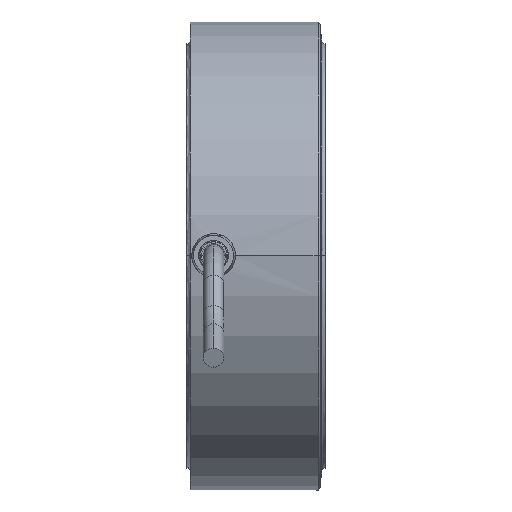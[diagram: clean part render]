
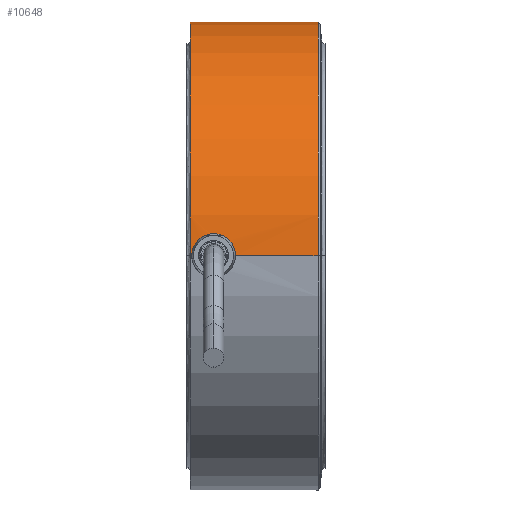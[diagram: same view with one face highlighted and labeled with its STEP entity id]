
A CAD part, top view. The second image highlights one B-rep face of the part: STEP entity #10648.
In plain terms, the highlighted cylindrical face has radius 37.846 mm (diameter 75.692 mm), a partial arc.
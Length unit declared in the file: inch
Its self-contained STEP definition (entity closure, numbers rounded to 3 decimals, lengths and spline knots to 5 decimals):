
#8517=CARTESIAN_POINT('',(-95.94653,-77.24225,-50.45088));
#8518=VERTEX_POINT('',#8517);
#8561=CARTESIAN_POINT('',(-96.22286,-77.24395,-50.4812));
#8562=VERTEX_POINT('',#8561);
#9346=CARTESIAN_POINT('',(-95.09859,-77.57039,-53.33712));
#9347=VERTEX_POINT('',#9346);
#9348=CARTESIAN_POINT('',(-95.90871,-77.57537,-53.42603));
#9349=VERTEX_POINT('',#9348);
#9350=CARTESIAN_POINT('',(-95.09859,-77.57039,-53.33712));
#9351=DIRECTION('',(-0.994,-0.006,-0.109));
#9352=VECTOR('',#9351,0.815);
#9353=LINE('',#9350,#9352);
#9354=EDGE_CURVE('',#9347,#9349,#9353,.T.);
#9356=CARTESIAN_POINT('',(-95.42368,-77.23904,-50.3935));
#9357=VERTEX_POINT('',#9356);
#9365=CARTESIAN_POINT('',(-95.42368,-77.23904,-50.3935));
#9366=DIRECTION('',(-0.994,-0.006,-0.109));
#9367=VECTOR('',#9366,0.526);
#9368=LINE('',#9365,#9367);
#9369=EDGE_CURVE('',#9357,#8518,#9368,.T.);
#9371=CARTESIAN_POINT('',(-95.98977,-77.24252,-50.45562));
#9372=VERTEX_POINT('',#9371);
#9373=CARTESIAN_POINT('',(-95.98977,-77.24252,-50.45562));
#9374=DIRECTION('',(0.994,0.006,0.109));
#9375=VECTOR('',#9374,0.0435);
#9376=LINE('',#9373,#9375);
#9377=EDGE_CURVE('',#9372,#8518,#9376,.T.);
#9388=CARTESIAN_POINT('',(-95.99021,-77.24252,-50.45567));
#9389=VERTEX_POINT('',#9388);
#9399=CARTESIAN_POINT('',(-96.17918,-77.24368,-50.47641));
#9400=VERTEX_POINT('',#9399);
#9437=CARTESIAN_POINT('',(-96.17962,-77.24368,-50.47646));
#9438=VERTEX_POINT('',#9437);
#9452=CARTESIAN_POINT('',(-96.2338,-77.24401,-50.4824));
#9453=VERTEX_POINT('',#9452);
#9454=CARTESIAN_POINT('',(-96.22286,-77.24395,-50.4812));
#9455=DIRECTION('',(-0.994,-0.006,-0.109));
#9456=VECTOR('',#9455,0.011);
#9457=LINE('',#9454,#9456);
#9458=EDGE_CURVE('',#8562,#9453,#9457,.T.);
#10383=CARTESIAN_POINT('',(-96.07126,-77.40969,-51.95422));
#10384=DIRECTION('',(-0.994,-0.006,-0.109));
#10385=DIRECTION('',(-0.109,0.111,0.988));
#10386=AXIS2_PLACEMENT_3D('',#10383,#10384,#10385);
#10387=CIRCLE('',#10386,1.49);
#10388=EDGE_CURVE('',#9453,#9349,#10387,.T.);
#10466=CARTESIAN_POINT('',(-96.17962,-77.24368,-50.47646));
#10467=DIRECTION('',(-0.994,-0.006,-0.109));
#10468=VECTOR('',#10467,0.0435);
#10469=LINE('',#10466,#10468);
#10470=EDGE_CURVE('',#9438,#8562,#10469,.T.);
#10488=CARTESIAN_POINT('',(-95.98989,-77.23706,-50.45626));
#10489=VERTEX_POINT('',#10488);
#10490=CARTESIAN_POINT('',(-95.98977,-77.24252,-50.45562));
#10491=CARTESIAN_POINT('',(-95.98975,-77.24071,-50.45582));
#10492=CARTESIAN_POINT('',(-95.98979,-77.23889,-50.45604));
#10493=CARTESIAN_POINT('',(-95.98989,-77.23706,-50.45626));
#10494=B_SPLINE_CURVE_WITH_KNOTS('',3,(#10490,#10491,#10492,#10493),.UNSPECIFIED.,.F.,.U.,(4,4),(0.14394,0.14938),.UNSPECIFIED.);
#10495=EDGE_CURVE('',#9372,#10489,#10494,.T.);
#10497=CARTESIAN_POINT('',(-96.17943,-77.23822,-50.47706));
#10498=VERTEX_POINT('',#10497);
#10506=CARTESIAN_POINT('',(-96.17943,-77.23822,-50.47706));
#10507=CARTESIAN_POINT('',(-96.17955,-77.24006,-50.47686));
#10508=CARTESIAN_POINT('',(-96.17961,-77.24188,-50.47666));
#10509=CARTESIAN_POINT('',(-96.17962,-77.24368,-50.47646));
#10510=B_SPLINE_CURVE_WITH_KNOTS('',3,(#10506,#10507,#10508,#10509),.UNSPECIFIED.,.F.,.U.,(4,4),(-0.14938,-0.14394),.UNSPECIFIED.);
#10511=EDGE_CURVE('',#10498,#9438,#10510,.T.);
#10579=CARTESIAN_POINT('',(-95.26113,-77.40472,-51.86531));
#10580=DIRECTION('',(0.994,0.006,0.109));
#10581=DIRECTION('',(-0.109,0.111,0.988));
#10582=AXIS2_PLACEMENT_3D('',#10579,#10580,#10581);
#10583=CIRCLE('',#10582,1.49);
#10584=EDGE_CURVE('',#9347,#9357,#10583,.T.);
#10589=CARTESIAN_POINT('',(-95.7979,-77.40801,-51.92422));
#10590=DIRECTION('',(0.994,0.006,0.109));
#10591=DIRECTION('',(0.109,-0.111,-0.988));
#10592=AXIS2_PLACEMENT_3D('',#10589,#10590,#10591);
#10593=CYLINDRICAL_SURFACE('',#10592,1.49);
#10594=ORIENTED_EDGE('',*,*,#9354,.T.);
#10595=ORIENTED_EDGE('',*,*,#10388,.F.);
#10596=ORIENTED_EDGE('',*,*,#9458,.F.);
#10597=ORIENTED_EDGE('',*,*,#10470,.F.);
#10598=ORIENTED_EDGE('',*,*,#10511,.F.);
#10599=CARTESIAN_POINT('',(-96.17918,-77.24368,-50.47641));
#10600=CARTESIAN_POINT('',(-96.17921,-77.24323,-50.47646));
#10601=CARTESIAN_POINT('',(-96.17924,-77.24278,-50.47652));
#10602=CARTESIAN_POINT('',(-96.17935,-77.24096,-50.47674));
#10603=CARTESIAN_POINT('',(-96.17941,-77.23959,-50.4769));
#10604=CARTESIAN_POINT('',(-96.17943,-77.23822,-50.47706));
#10605=B_SPLINE_CURVE_WITH_KNOTS('',3,(#10599,#10600,#10601,#10602,#10603,#10604),.UNSPECIFIED.,.F.,.U.,(4,2,4),(-0.13891,-0.13754,-0.1334),.UNSPECIFIED.);
#10606=EDGE_CURVE('',#9400,#10498,#10605,.T.);
#10607=ORIENTED_EDGE('',*,*,#10606,.F.);
#10608=CARTESIAN_POINT('',(-95.99021,-77.24252,-50.45567));
#10609=CARTESIAN_POINT('',(-95.99025,-77.24207,-50.45573));
#10610=CARTESIAN_POINT('',(-95.99028,-77.24162,-50.45578));
#10611=CARTESIAN_POINT('',(-95.99134,-77.22993,-50.45722));
#10612=CARTESIAN_POINT('',(-95.99433,-77.219,-50.45893));
#10613=CARTESIAN_POINT('',(-96.00409,-77.19844,-50.4628));
#10614=CARTESIAN_POINT('',(-96.01092,-77.18902,-50.46495));
#10615=CARTESIAN_POINT('',(-96.02782,-77.173,-50.46931));
#10616=CARTESIAN_POINT('',(-96.03783,-77.16659,-50.47148));
#10617=CARTESIAN_POINT('',(-96.05992,-77.1578,-50.47541));
#10618=CARTESIAN_POINT('',(-96.07182,-77.15556,-50.47712));
#10619=CARTESIAN_POINT('',(-96.09592,-77.15571,-50.47977));
#10620=CARTESIAN_POINT('',(-96.10788,-77.1581,-50.48067));
#10621=CARTESIAN_POINT('',(-96.13019,-77.16716,-50.48162));
#10622=CARTESIAN_POINT('',(-96.14035,-77.17369,-50.48166));
#10623=CARTESIAN_POINT('',(-96.1576,-77.18992,-50.48105));
#10624=CARTESIAN_POINT('',(-96.16461,-77.19943,-50.48042));
#10625=CARTESIAN_POINT('',(-96.17474,-77.22011,-50.47873));
#10626=CARTESIAN_POINT('',(-96.17789,-77.23108,-50.4777));
#10627=CARTESIAN_POINT('',(-96.17909,-77.24278,-50.4765));
#10628=CARTESIAN_POINT('',(-96.17914,-77.24323,-50.47646));
#10629=CARTESIAN_POINT('',(-96.17918,-77.24368,-50.47641));
#10630=B_SPLINE_CURVE_WITH_KNOTS('',3,(#10608,#10609,#10610,#10611,#10612,#10613,#10614,#10615,#10616,#10617,#10618,#10619,#10620,#10621,#10622,#10623,#10624,#10625,#10626,#10627,#10628,#10629),.UNSPECIFIED.,.F.,.U.,(4,2,2,2,2,2,2,2,2,2,4),(-0.28449,-0.28313,-0.24903,-0.21387,-0.17795,-0.14156,-0.10518,-0.06926,-0.0341,0.0,0.00137),.UNSPECIFIED.);
#10631=EDGE_CURVE('',#9389,#9400,#10630,.T.);
#10632=ORIENTED_EDGE('',*,*,#10631,.F.);
#10633=CARTESIAN_POINT('',(-95.98989,-77.23706,-50.45626));
#10634=CARTESIAN_POINT('',(-95.98993,-77.23843,-50.45611));
#10635=CARTESIAN_POINT('',(-95.99,-77.23979,-50.45596));
#10636=CARTESIAN_POINT('',(-95.99014,-77.24162,-50.45577));
#10637=CARTESIAN_POINT('',(-95.99017,-77.24207,-50.45572));
#10638=CARTESIAN_POINT('',(-95.99021,-77.24252,-50.45567));
#10639=B_SPLINE_CURVE_WITH_KNOTS('',3,(#10633,#10634,#10635,#10636,#10637,#10638),.UNSPECIFIED.,.F.,.U.,(4,2,4),(-0.00414,0.0,0.00137),.UNSPECIFIED.);
#10640=EDGE_CURVE('',#10489,#9389,#10639,.T.);
#10641=ORIENTED_EDGE('',*,*,#10640,.F.);
#10642=ORIENTED_EDGE('',*,*,#10495,.F.);
#10643=ORIENTED_EDGE('',*,*,#9377,.T.);
#10644=ORIENTED_EDGE('',*,*,#9369,.F.);
#10645=ORIENTED_EDGE('',*,*,#10584,.F.);
#10646=EDGE_LOOP('',(#10594,#10595,#10596,#10597,#10598,#10607,#10632,#10641,#10642,#10643,#10644,#10645));
#10647=FACE_OUTER_BOUND('',#10646,.T.);
#10648=ADVANCED_FACE('',(#10647),#10593,.T.);
